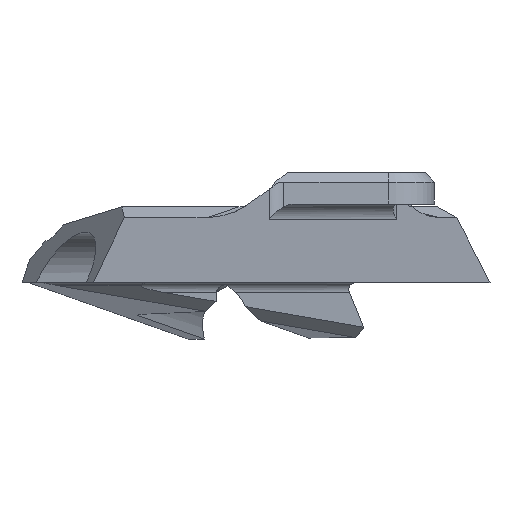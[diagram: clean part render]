
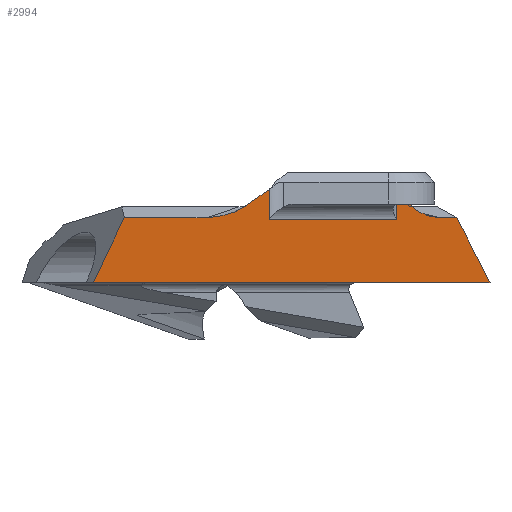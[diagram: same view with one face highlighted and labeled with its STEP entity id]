
A CAD part, left-side view. The second image highlights one B-rep face of the part: STEP entity #2994.
In plain terms, the highlighted planar face has unit normal (-0.6, -0.8, 0).
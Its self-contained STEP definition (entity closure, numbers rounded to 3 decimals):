
#45 = PLANE ( 'NONE',  #3130 ) ;
#213 = DIRECTION ( 'NONE',  ( -0.8, 0.6, 0. ) ) ;
#269 = DIRECTION ( 'NONE',  ( -0.737, 0.552, -0.39 ) ) ;
#289 = VERTEX_POINT ( 'NONE', #2386 ) ;
#317 = CARTESIAN_POINT ( 'NONE',  ( -1189., 661.782, 143.999 ) ) ;
#458 = CARTESIAN_POINT ( 'NONE',  ( -1109.264, 601.986, 134.984 ) ) ;
#644 = VERTEX_POINT ( 'NONE', #2751 ) ;
#685 = LINE ( 'NONE', #2230, #699 ) ;
#699 = VECTOR ( 'NONE', #2343, 1000. ) ;
#809 = ORIENTED_EDGE ( 'NONE', *, *, #3699, .T. ) ;
#818 = LINE ( 'NONE', #4952, #849 ) ;
#840 = LINE ( 'NONE', #3895, #910 ) ;
#849 = VECTOR ( 'NONE', #2677, 1000. ) ;
#910 = VECTOR ( 'NONE', #4103, 1000. ) ;
#953 = DIRECTION ( 'NONE',  ( -0.8, 0.6, 0. ) ) ;
#971 = CARTESIAN_POINT ( 'NONE',  ( -1095.158, 591.408, 114.3 ) ) ;
#979 = CARTESIAN_POINT ( 'NONE',  ( -1215.356, 681.547, 134.984 ) ) ;
#985 = DIRECTION ( 'NONE',  ( 0.497, -0.373, 0.783 ) ) ;
#999 = CARTESIAN_POINT ( 'NONE',  ( -1263.7, 717.802, 114.3 ) ) ;
#1000 = FACE_OUTER_BOUND ( 'NONE', #2603, .T. ) ;
#1030 = DIRECTION ( 'NONE',  ( 0.8, -0.6, 0. ) ) ;
#1047 = CARTESIAN_POINT ( 'NONE',  ( -1263.7, 717.802, 114.3 ) ) ;
#1060 = VERTEX_POINT ( 'NONE', #971 ) ;
#1067 = DIRECTION ( 'NONE',  ( 0.519, -0.389, -0.761 ) ) ;
#1084 = CARTESIAN_POINT ( 'NONE',  ( -1109.264, 601.986, 134.984 ) ) ;
#1208 = LINE ( 'NONE', #1084, #1225 ) ;
#1213 = LINE ( 'NONE', #1047, #1245 ) ;
#1225 = VECTOR ( 'NONE', #1067, 1000. ) ;
#1238 = CARTESIAN_POINT ( 'NONE',  ( -1199.358, 669.55, 138.514 ) ) ;
#1240 = LINE ( 'NONE', #999, #1254 ) ;
#1245 = VECTOR ( 'NONE', #1030, 1000. ) ;
#1250 = LINE ( 'NONE', #979, #1276 ) ;
#1254 = VECTOR ( 'NONE', #985, 1000. ) ;
#1276 = VECTOR ( 'NONE', #953, 1000. ) ;
#1378 = VERTEX_POINT ( 'NONE', #3841 ) ;
#1591 = CARTESIAN_POINT ( 'NONE',  ( -1230.738, 693.082, 134.3 ) ) ;
#1743 = VERTEX_POINT ( 'NONE', #458 ) ;
#1917 = LINE ( 'NONE', #4935, #2008 ) ;
#1952 = LINE ( 'NONE', #317, #1981 ) ;
#1981 = VECTOR ( 'NONE', #269, 1000. ) ;
#2008 = VECTOR ( 'NONE', #213, 1000. ) ;
#2017 = CARTESIAN_POINT ( 'NONE',  ( -1134.744, 621.094, 134.3 ) ) ;
#2081 = CARTESIAN_POINT ( 'NONE',  ( -1134.744, 621.094, 143.217 ) ) ;
#2189 = CARTESIAN_POINT ( 'NONE',  ( -1128.106, 616.116, 138.42 ) ) ;
#2194 = CARTESIAN_POINT ( 'NONE',  ( -1116.732, 607.587, 134.984 ) ) ;
#2207 = CARTESIAN_POINT ( 'NONE',  ( -1120.656, 610.53, 134.984 ) ) ;
#2214 = EDGE_CURVE ( 'NONE', #3520, #3270, #4699, .T. ) ;
#2230 = CARTESIAN_POINT ( 'NONE',  ( -1128.106, 616.116, 138.42 ) ) ;
#2260 = LINE ( 'NONE', #1591, #2270 ) ;
#2270 = VECTOR ( 'NONE', #3244, 1000. ) ;
#2343 = DIRECTION ( 'NONE',  ( -0.693, 0.519, 0.5 ) ) ;
#2373 = VERTEX_POINT ( 'NONE', #2081 ) ;
#2386 = CARTESIAN_POINT ( 'NONE',  ( -1263.7, 717.802, 114.3 ) ) ;
#2603 = EDGE_LOOP ( 'NONE', ( #809, #2763, #3969, #3941, #3940, #3934, #3913, #3880, #3887, #3892, #3866, #3877 ) ) ;
#2677 = DIRECTION ( 'NONE',  ( 0., 0., -1. ) ) ;
#2693 = VERTEX_POINT ( 'NONE', #2017 ) ;
#2751 = CARTESIAN_POINT ( 'NONE',  ( -1189., 661.782, 143.999 ) ) ;
#2763 = ORIENTED_EDGE ( 'NONE', *, *, #3696, .F. ) ;
#2835 = VERTEX_POINT ( 'NONE', #4628 ) ;
#2994 = ADVANCED_FACE ( 'NONE', ( #1000 ), #45, .T. ) ;
#3130 = AXIS2_PLACEMENT_3D ( 'NONE', #3331, #4864, #3565 ) ;
#3238 = VERTEX_POINT ( 'NONE', #3800 ) ;
#3244 = DIRECTION ( 'NONE',  ( -0.8, 0.6, 0. ) ) ;
#3270 = VERTEX_POINT ( 'NONE', #3729 ) ;
#3331 = CARTESIAN_POINT ( 'NONE',  ( -1230.738, 693.082, 139.3 ) ) ;
#3419 = EDGE_CURVE ( 'NONE', #3270, #2373, #685, .T. ) ;
#3487 = EDGE_CURVE ( 'NONE', #2373, #2693, #818, .T. ) ;
#3520 = VERTEX_POINT ( 'NONE', #3826 ) ;
#3524 = EDGE_CURVE ( 'NONE', #2835, #644, #840, .T. ) ;
#3565 = DIRECTION ( 'NONE',  ( 0.8, -0.6, 0. ) ) ;
#3645 =( BOUNDED_CURVE ( )  B_SPLINE_CURVE ( 3, ( #4351, #4272, #4074, #4058 ),
 .UNSPECIFIED., .F., .F. ) 
 B_SPLINE_CURVE_WITH_KNOTS ( ( 4, 4 ),
 ( 3.804, 5.338 ),
 .UNSPECIFIED. ) 
 CURVE ( )  GEOMETRIC_REPRESENTATION_ITEM ( )  RATIONAL_B_SPLINE_CURVE ( ( 1., 0.813, 0.813, 1. ) ) 
 REPRESENTATION_ITEM ( '' )  );
#3687 = EDGE_CURVE ( 'NONE', #1743, #1060, #1208, .T. ) ;
#3689 = EDGE_CURVE ( 'NONE', #289, #1060, #1213, .T. ) ;
#3696 = EDGE_CURVE ( 'NONE', #289, #1378, #1240, .T. ) ;
#3699 = EDGE_CURVE ( 'NONE', #3238, #1378, #1250, .T. ) ;
#3729 = CARTESIAN_POINT ( 'NONE',  ( -1128.106, 616.116, 138.42 ) ) ;
#3800 = CARTESIAN_POINT ( 'NONE',  ( -1215.356, 681.547, 134.984 ) ) ;
#3826 = CARTESIAN_POINT ( 'NONE',  ( -1116.732, 607.587, 134.984 ) ) ;
#3841 = CARTESIAN_POINT ( 'NONE',  ( -1250.562, 707.949, 134.984 ) ) ;
#3866 = ORIENTED_EDGE ( 'NONE', *, *, #4024, .T. ) ;
#3877 = ORIENTED_EDGE ( 'NONE', *, *, #4410, .T. ) ;
#3880 = ORIENTED_EDGE ( 'NONE', *, *, #3487, .T. ) ;
#3887 = ORIENTED_EDGE ( 'NONE', *, *, #4159, .T. ) ;
#3892 = ORIENTED_EDGE ( 'NONE', *, *, #3524, .T. ) ;
#3895 = CARTESIAN_POINT ( 'NONE',  ( -1189., 661.782, 139.3 ) ) ;
#3913 = ORIENTED_EDGE ( 'NONE', *, *, #3419, .T. ) ;
#3934 = ORIENTED_EDGE ( 'NONE', *, *, #2214, .T. ) ;
#3940 = ORIENTED_EDGE ( 'NONE', *, *, #4041, .T. ) ;
#3941 = ORIENTED_EDGE ( 'NONE', *, *, #3687, .F. ) ;
#3969 = ORIENTED_EDGE ( 'NONE', *, *, #3689, .T. ) ;
#4024 = EDGE_CURVE ( 'NONE', #644, #4284, #1952, .T. ) ;
#4041 = EDGE_CURVE ( 'NONE', #1743, #3520, #1917, .T. ) ;
#4058 = CARTESIAN_POINT ( 'NONE',  ( -1215.356, 681.547, 134.984 ) ) ;
#4074 = CARTESIAN_POINT ( 'NONE',  ( -1209.848, 677.417, 134.984 ) ) ;
#4103 = DIRECTION ( 'NONE',  ( 0., 0., 1. ) ) ;
#4159 = EDGE_CURVE ( 'NONE', #2693, #2835, #2260, .T. ) ;
#4272 = CARTESIAN_POINT ( 'NONE',  ( -1203.29, 672.499, 136.431 ) ) ;
#4284 = VERTEX_POINT ( 'NONE', #1238 ) ;
#4351 = CARTESIAN_POINT ( 'NONE',  ( -1199.358, 669.55, 138.514 ) ) ;
#4410 = EDGE_CURVE ( 'NONE', #4284, #3238, #3645, .T. ) ;
#4628 = CARTESIAN_POINT ( 'NONE',  ( -1189., 661.782, 134.3 ) ) ;
#4699 =( BOUNDED_CURVE ( )  B_SPLINE_CURVE ( 3, ( #2194, #2207, #4738, #2189 ),
 .UNSPECIFIED., .F., .F. ) 
 B_SPLINE_CURVE_WITH_KNOTS ( ( 4, 4 ),
 ( 4.072, 5.581 ),
 .UNSPECIFIED. ) 
 CURVE ( )  GEOMETRIC_REPRESENTATION_ITEM ( )  RATIONAL_B_SPLINE_CURVE ( ( 1., 0.819, 0.819, 1. ) ) 
 REPRESENTATION_ITEM ( '' )  );
#4738 = CARTESIAN_POINT ( 'NONE',  ( -1125.285, 614.001, 136.382 ) ) ;
#4864 = DIRECTION ( 'NONE',  ( -0.6, -0.8, 0. ) ) ;
#4935 = CARTESIAN_POINT ( 'NONE',  ( -1230.738, 693.082, 134.984 ) ) ;
#4952 = CARTESIAN_POINT ( 'NONE',  ( -1134.744, 621.094, 139.3 ) ) ;
